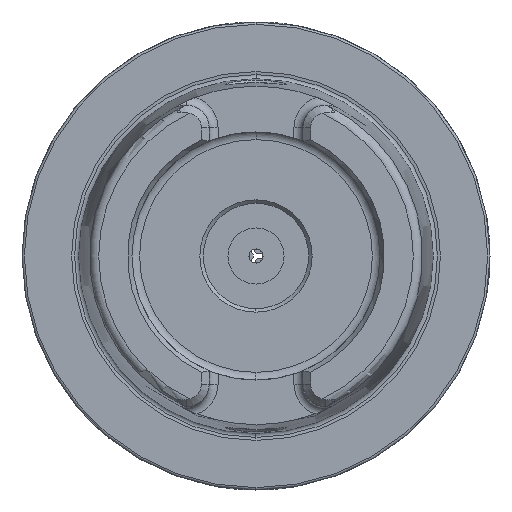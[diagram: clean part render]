
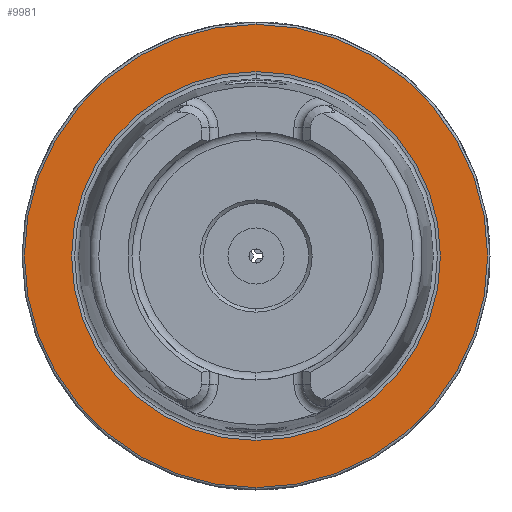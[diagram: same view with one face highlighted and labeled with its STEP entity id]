
A CAD part, left-side view. The second image highlights one B-rep face of the part: STEP entity #9981.
In plain terms, the highlighted planar face has unit normal (-1, 0, 0).
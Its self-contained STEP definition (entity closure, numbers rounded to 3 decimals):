
#182 = ORIENTED_EDGE ( 'NONE', *, *, #3022, .F. ) ;
#726 = EDGE_LOOP ( 'NONE', ( #5039, #7403 ) ) ;
#773 = DIRECTION ( 'NONE',  ( 0., 0., 1. ) ) ;
#1415 = DIRECTION ( 'NONE',  ( 0., 0., 1. ) ) ;
#1563 = CARTESIAN_POINT ( 'NONE',  ( 0., 0., 49.5 ) ) ;
#2295 = EDGE_CURVE ( 'NONE', #8918, #6099, #6589, .T. ) ;
#3022 = EDGE_CURVE ( 'NONE', #4054, #12769, #5153, .T. ) ;
#3502 = CARTESIAN_POINT ( 'NONE',  ( 0., 0., 0. ) ) ;
#4054 = VERTEX_POINT ( 'NONE', #6519 ) ;
#4080 = AXIS2_PLACEMENT_3D ( 'NONE', #12289, #11157, #1415 ) ;
#4411 = DIRECTION ( 'NONE',  ( -1., 0., 0. ) ) ;
#4443 = DIRECTION ( 'NONE',  ( 0., 0., 1. ) ) ;
#4556 = FACE_BOUND ( 'NONE', #7150, .T. ) ;
#4677 = CARTESIAN_POINT ( 'NONE',  ( 0., 49.5, 0. ) ) ;
#5039 = ORIENTED_EDGE ( 'NONE', *, *, #2295, .T. ) ;
#5153 = CIRCLE ( 'NONE', #10517, 39.405 ) ;
#5296 = AXIS2_PLACEMENT_3D ( 'NONE', #8634, #12643, #773 ) ;
#5759 = DIRECTION ( 'NONE',  ( 0., 0., 1. ) ) ;
#5934 = ORIENTED_EDGE ( 'NONE', *, *, #11289, .F. ) ;
#6099 = VERTEX_POINT ( 'NONE', #7486 ) ;
#6519 = CARTESIAN_POINT ( 'NONE',  ( 0., 0., 39.405 ) ) ;
#6589 = CIRCLE ( 'NONE', #5296, 49.5 ) ;
#6612 = DIRECTION ( 'NONE',  ( 1., 0., 0. ) ) ;
#7150 = EDGE_LOOP ( 'NONE', ( #182, #5934 ) ) ;
#7403 = ORIENTED_EDGE ( 'NONE', *, *, #9321, .T. ) ;
#7486 = CARTESIAN_POINT ( 'NONE',  ( 0., 0., -49.5 ) ) ;
#7839 = CIRCLE ( 'NONE', #4080, 49.5 ) ;
#8239 = AXIS2_PLACEMENT_3D ( 'NONE', #4677, #6612, #12618 ) ;
#8451 = PLANE ( 'NONE',  #8239 ) ;
#8602 = CARTESIAN_POINT ( 'NONE',  ( 0., 0., 0. ) ) ;
#8634 = CARTESIAN_POINT ( 'NONE',  ( 0., 0., 0. ) ) ;
#8918 = VERTEX_POINT ( 'NONE', #1563 ) ;
#9321 = EDGE_CURVE ( 'NONE', #6099, #8918, #7839, .T. ) ;
#9442 = CIRCLE ( 'NONE', #12377, 39.405 ) ;
#9542 = DIRECTION ( 'NONE',  ( -1., 0., 0. ) ) ;
#9981 = ADVANCED_FACE ( 'NONE', ( #4556, #10910 ), #8451, .F. ) ;
#10517 = AXIS2_PLACEMENT_3D ( 'NONE', #3502, #4411, #4443 ) ;
#10910 = FACE_OUTER_BOUND ( 'NONE', #726, .T. ) ;
#11157 = DIRECTION ( 'NONE',  ( -1., 0., 0. ) ) ;
#11289 = EDGE_CURVE ( 'NONE', #12769, #4054, #9442, .T. ) ;
#12289 = CARTESIAN_POINT ( 'NONE',  ( 0., 0., 0. ) ) ;
#12377 = AXIS2_PLACEMENT_3D ( 'NONE', #8602, #9542, #5759 ) ;
#12431 = CARTESIAN_POINT ( 'NONE',  ( 0., 0., -39.405 ) ) ;
#12618 = DIRECTION ( 'NONE',  ( 0., 0., -1. ) ) ;
#12643 = DIRECTION ( 'NONE',  ( -1., 0., 0. ) ) ;
#12769 = VERTEX_POINT ( 'NONE', #12431 ) ;
